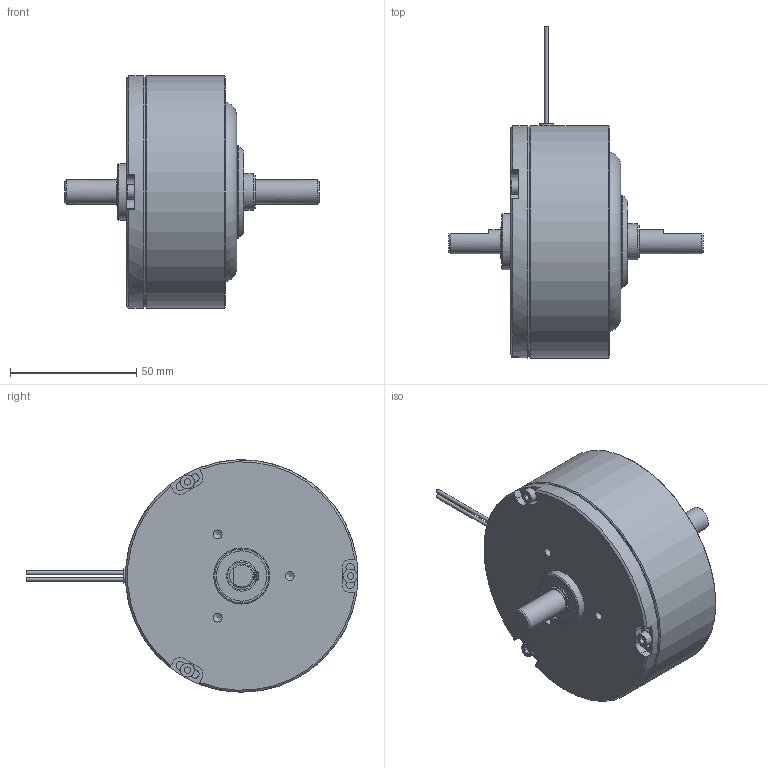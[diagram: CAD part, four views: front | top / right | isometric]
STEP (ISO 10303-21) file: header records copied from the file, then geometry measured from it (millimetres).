
FILE_DESCRIPTION (( 'STEP AP203' ), '1' );
FILE_NAME ('HB-140_B_DS_AP203.STEP', '2019-06-26T16:24:11', ( '' ), ( '' ), 'SwSTEP 2.0', 'SolidWorks 2018', '' );
FILE_SCHEMA (( 'CONFIG_CONTROL_DESIGN' ));
Length unit declared in the file: millimetre
Products named in the file (1): HB-140_B_DS_AP203
Bounding box: 100.79 x 131.45 x 92.05 mm (x, y, z)
Volume: 280866.9 mm3; surface area: 31762.8 mm2
Topology: 1 solids, 1 shells, 243 faces, 655 edges, 430 vertices
Faces by surface type: plane 110, cylinder 93, cone 36, torus 4
Full cylindrical faces by diameter (mm): 1.041 x2, 1.499 x2, 3 x3, 3.454 x3, 4.851 x1, 5.5 x3, 5.893 x1, 8.941 x1, 9.525 x3, 11.989 x1, 14.275 x1, 19.939 x1, 22.225 x1, 36.5 x1, 71.488 x1, 92.05 x2
Entity records: 7579 total; most frequent: CARTESIAN_POINT 1597, DIRECTION 1242, ORIENTED_EDGE 1192, EDGE_CURVE 596, AXIS2_PLACEMENT_3D 497, VERTEX_POINT 412, EDGE_LOOP 316, FACE_OUTER_BOUND 274
